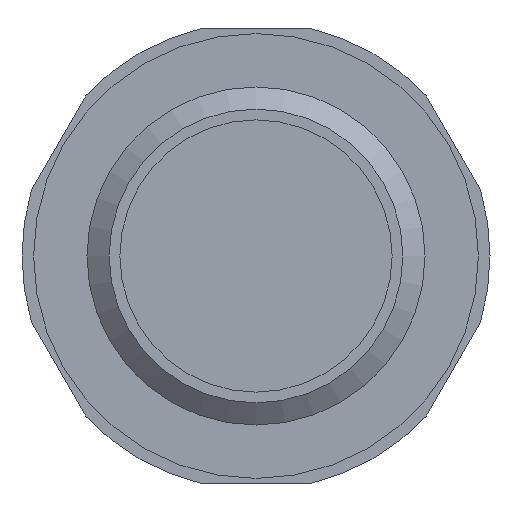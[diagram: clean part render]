
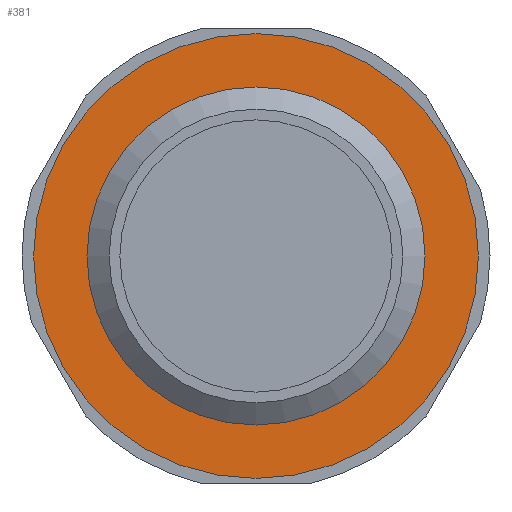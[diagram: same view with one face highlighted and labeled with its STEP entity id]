
A CAD part, front view. The second image highlights one B-rep face of the part: STEP entity #381.
In plain terms, the highlighted planar face has unit normal (0, -1, 0).
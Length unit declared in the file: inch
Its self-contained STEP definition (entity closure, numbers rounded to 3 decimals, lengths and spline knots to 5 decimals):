
#85=PLANE($,#430);
#95=FACE_BOUND($,#153,.T.);
#119=FACE_OUTER_BOUND($,#152,.T.);
#152=EDGE_LOOP($,(#346));
#153=EDGE_LOOP($,(#347));
#174=CIRCLE($,#426,0.95);
#175=CIRCLE($,#429,1.25);
#208=VERTEX_POINT($,#653);
#209=VERTEX_POINT($,#657);
#254=EDGE_CURVE($,#208,#208,#174,.T.);
#255=EDGE_CURVE($,#209,#209,#175,.T.);
#346=ORIENTED_EDGE($,*,*,#255,.T.);
#347=ORIENTED_EDGE($,*,*,#254,.F.);
#381=ADVANCED_FACE($,(#119,#95),#85,.T.);
#426=AXIS2_PLACEMENT_3D($,#654,#541,#542);
#429=AXIS2_PLACEMENT_3D($,#658,#547,#548);
#430=AXIS2_PLACEMENT_3D($,#659,#549,#550);
#541=DIRECTION('center_axis',(0.,-1.,0.));
#542=DIRECTION('ref_axis',(0.,0.,-1.));
#547=DIRECTION('center_axis',(0.,-1.,0.));
#548=DIRECTION('ref_axis',(0.,0.,-1.));
#549=DIRECTION('center_axis',(0.,-1.,0.));
#550=DIRECTION('ref_axis',(0.,0.,-1.));
#653=CARTESIAN_POINT('',(0.,2.,-0.95));
#654=CARTESIAN_POINT('Origin',(0.,2.,0.));
#657=CARTESIAN_POINT('',(0.,2.,-1.25));
#658=CARTESIAN_POINT('Origin',(0.,2.,0.));
#659=CARTESIAN_POINT('Origin',(-1.375,2.,1.375));
